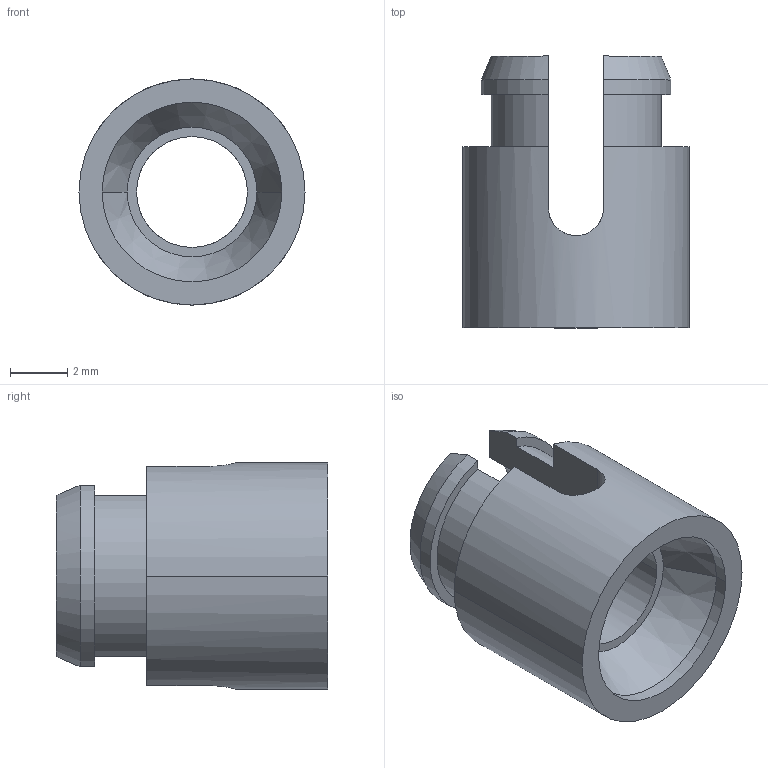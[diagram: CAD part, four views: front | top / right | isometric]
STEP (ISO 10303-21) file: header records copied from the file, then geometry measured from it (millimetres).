
FILE_DESCRIPTION (( 'STEP AP214' ), '1' );
FILE_NAME ('8835.STEP', '2007-12-19T19:17:26', ( 'Richard Maletta' ), ( '' ), 'SwSTEP 2.0', 'SolidWorks 2007', '' );
FILE_SCHEMA (( 'AUTOMOTIVE_DESIGN' ));
Length unit declared in the file: inch
Products named in the file (1): 8835
Bounding box: 7.92 x 9.53 x 7.92 mm (x, y, z)
Volume: 228.9 mm3; surface area: 408.6 mm2
Topology: 1 solids, 1 shells, 31 faces, 84 edges, 55 vertices
Faces by surface type: cylinder 14, plane 12, cone 5
Entity records: 1078 total; most frequent: CARTESIAN_POINT 247, DIRECTION 173, ORIENTED_EDGE 168, EDGE_CURVE 84, AXIS2_PLACEMENT_3D 65, VERTEX_POINT 55, VECTOR 43, LINE 43
